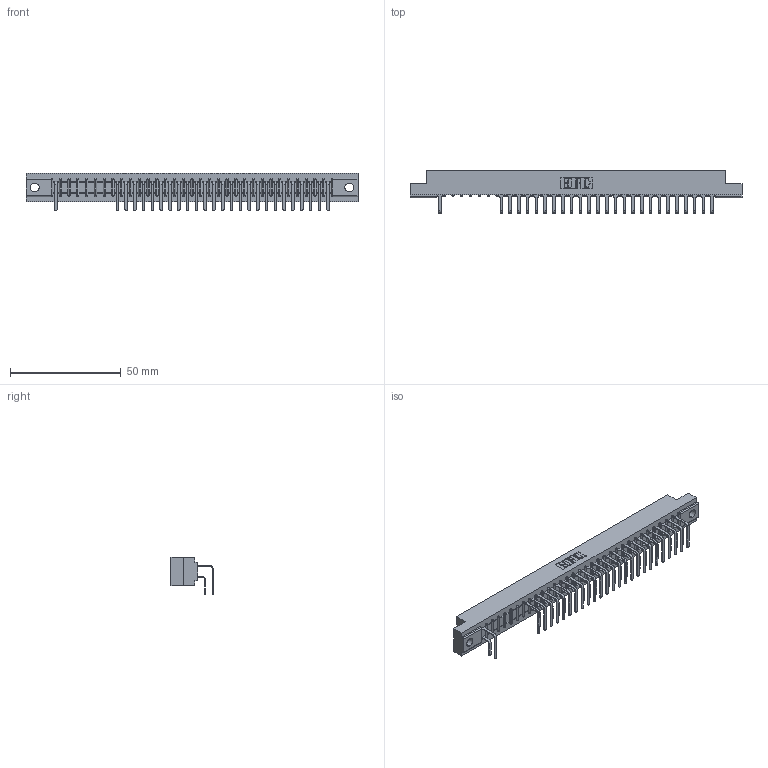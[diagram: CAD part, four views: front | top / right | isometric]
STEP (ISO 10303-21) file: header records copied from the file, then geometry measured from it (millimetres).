
FILE_DESCRIPTION (( 'STEP AP203' ), '1' );
FILE_NAME ('307-064-558-204.STEP', '2018-08-06T10:29:36', ( '' ), ( '' ), 'SwSTEP 2.0', 'SolidWorks 2016', '' );
FILE_SCHEMA (( 'CONFIG_CONTROL_DESIGN' ));
Length unit declared in the file: inch
Products named in the file (4): 307-064-558-204; 307 Part_.156 Dia Mounting Holes; 307-290-001_558 559 - 1 (Single); 307-290-001_558 - 2 (Single)
Assembly tree (52 placements, depth 2):
  307-064-558-204
    307 Part_.156 Dia Mounting Holes
    307-290-001_558 559 - 1 (Single)  x25
    307-290-001_558 - 2 (Single)  x26
Bounding box: 149.81 x 18.96 x 16.8 mm (x, y, z)
Volume: 15813.1 mm3; surface area: 19202.5 mm2
Topology: 52 solids, 52 shells, 2845 faces, 8017 edges, 5186 vertices
Faces by surface type: plane 1845, cylinder 934, sphere 66
Entity records: 31139 total; most frequent: CARTESIAN_POINT 5159, ORIENTED_EDGE 5122, DIRECTION 5035, EDGE_CURVE 2561, LINE 1967, VECTOR 1967, VERTEX_POINT 1658, AXIS2_PLACEMENT_3D 1534
